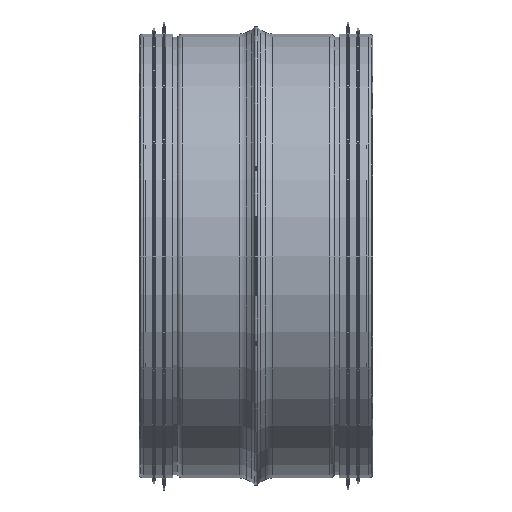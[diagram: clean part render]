
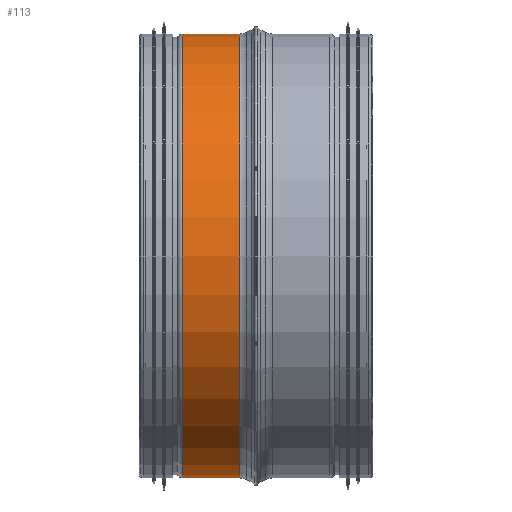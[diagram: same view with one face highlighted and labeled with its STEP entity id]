
A CAD part, front view. The second image highlights one B-rep face of the part: STEP entity #113.
In plain terms, the highlighted cylindrical face has radius 73.65 mm (diameter 147.3 mm), a full revolution.
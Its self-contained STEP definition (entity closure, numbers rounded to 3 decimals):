
#113=ADVANCED_FACE('',(#240,#241),#242,.T.);
#240=FACE_BOUND('',#406,.T.);
#241=FACE_BOUND('',#407,.T.);
#242=CYLINDRICAL_SURFACE('',#408,73.65);
#406=EDGE_LOOP('',(#664));
#407=EDGE_LOOP('',(#665));
#408=AXIS2_PLACEMENT_3D('',#666,#667,#668);
#664=ORIENTED_EDGE('',*,*,#812,.F.);
#665=ORIENTED_EDGE('',*,*,#811,.T.);
#666=CARTESIAN_POINT('',(121.656,-260.0,0.0));
#667=DIRECTION('',(1.0,0.,0.0));
#668=DIRECTION('',(0.,1.0,0.0));
#811=EDGE_CURVE('',#950,#950,#951,.T.);
#812=EDGE_CURVE('',#952,#952,#953,.T.);
#950=VERTEX_POINT('',#1064);
#951=CIRCLE('',#1065,73.65);
#952=VERTEX_POINT('',#1066);
#953=CIRCLE('',#1067,73.65);
#1064=CARTESIAN_POINT('',(112.18,-186.35,0.0));
#1065=AXIS2_PLACEMENT_3D('',#1225,#1226,#1227);
#1066=CARTESIAN_POINT('',(131.132,-186.35,0.0));
#1067=AXIS2_PLACEMENT_3D('',#1228,#1229,#1230);
#1225=CARTESIAN_POINT('',(112.18,-260.0,0.0));
#1226=DIRECTION('',(1.0,0.,0.0));
#1227=DIRECTION('',(0.,1.0,0.0));
#1228=CARTESIAN_POINT('',(131.132,-260.0,0.0));
#1229=DIRECTION('',(1.0,0.,0.0));
#1230=DIRECTION('',(0.,1.0,0.0));
